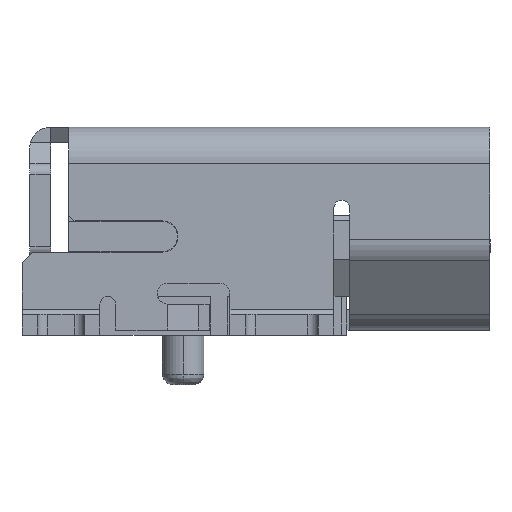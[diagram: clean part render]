
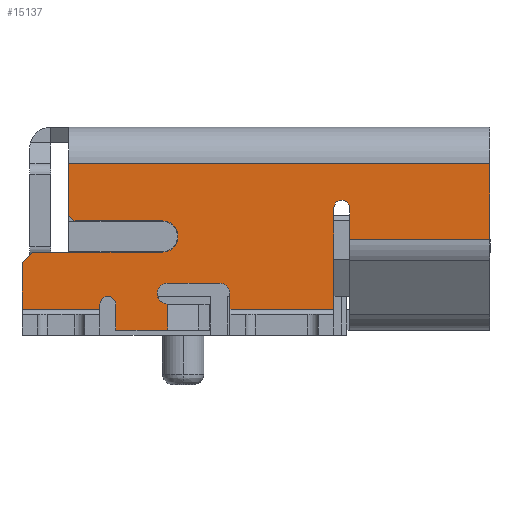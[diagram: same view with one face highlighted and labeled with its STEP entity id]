
A CAD part, left-side view. The second image highlights one B-rep face of the part: STEP entity #15137.
In plain terms, the highlighted planar face has unit normal (-1, 0, 0).
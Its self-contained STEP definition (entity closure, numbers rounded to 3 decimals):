
#1355=DIRECTION('',(0.,0.,-1.));
#1356=VECTOR('',#1355,1.);
#1357=CARTESIAN_POINT('',(-3.85,3.68,3.3));
#1358=LINE('',#1357,#1356);
#2064=DIRECTION('',(0.,1.,0.));
#2065=VECTOR('',#2064,8.1);
#2066=CARTESIAN_POINT('',(-3.85,-4.42,3.3));
#2067=LINE('',#2066,#2065);
#2071=DIRECTION('',(0.,0.707,0.707));
#2072=VECTOR('',#2071,0.141);
#2073=CARTESIAN_POINT('',(-3.85,3.58,2.2));
#2074=LINE('',#2073,#2072);
#2078=DIRECTION('',(0.,0.,-1.));
#2079=VECTOR('',#2078,1.457);
#2080=CARTESIAN_POINT('',(-3.85,-4.42,3.3));
#2081=LINE('',#2080,#2079);
#2085=CARTESIAN_POINT('',(-3.85,-1.57,2.45));
#2086=DIRECTION('',(-1.,0.,0.));
#2087=DIRECTION('',(0.,-1.,0.));
#2088=AXIS2_PLACEMENT_3D('',#2085,#2086,#2087);
#2093=DIRECTION('',(0.,0.,-1.));
#2094=VECTOR('',#2093,1.95);
#2095=CARTESIAN_POINT('',(-3.85,-1.42,2.45));
#2096=LINE('',#2095,#2094);
#2100=CARTESIAN_POINT('',(-3.85,0.78,0.8));
#2101=DIRECTION('',(-1.,0.,0.));
#2102=DIRECTION('',(0.,-1.,0.));
#2103=AXIS2_PLACEMENT_3D('',#2100,#2101,#2102);
#2108=DIRECTION('',(0.,1.,0.));
#2109=VECTOR('',#2108,1.);
#2110=CARTESIAN_POINT('',(-3.85,0.78,1.));
#2111=LINE('',#2110,#2109);
#2115=CARTESIAN_POINT('',(-3.85,1.78,0.8));
#2116=DIRECTION('',(-1.,0.,0.));
#2117=DIRECTION('',(0.,0.,1.));
#2118=AXIS2_PLACEMENT_3D('',#2115,#2116,#2117);
#2123=CARTESIAN_POINT('',(-3.85,1.78,0.8));
#2124=DIRECTION('',(-1.,0.,0.));
#2125=DIRECTION('',(0.,1.,0.));
#2126=AXIS2_PLACEMENT_3D('',#2123,#2124,#2125);
#2131=DIRECTION('',(0.,0.,-1.));
#2132=VECTOR('',#2131,0.5);
#2133=CARTESIAN_POINT('',(-3.85,1.78,0.6));
#2134=LINE('',#2133,#2132);
#2138=DIRECTION('',(0.,1.,0.));
#2139=VECTOR('',#2138,1.);
#2140=CARTESIAN_POINT('',(-3.85,1.78,0.1));
#2141=LINE('',#2140,#2139);
#2145=DIRECTION('',(0.,0.,1.));
#2146=VECTOR('',#2145,0.5);
#2147=CARTESIAN_POINT('',(-3.85,2.78,0.1));
#2148=LINE('',#2147,#2146);
#2152=CARTESIAN_POINT('',(-3.85,2.93,0.6));
#2153=DIRECTION('',(-1.,0.,0.));
#2154=DIRECTION('',(0.,-1.,0.));
#2155=AXIS2_PLACEMENT_3D('',#2152,#2153,#2154);
#2160=DIRECTION('',(0.,0.,-1.));
#2161=VECTOR('',#2160,0.1);
#2162=CARTESIAN_POINT('',(-3.85,3.08,0.6));
#2163=LINE('',#2162,#2161);
#2167=DIRECTION('',(0.,-0.707,0.707));
#2168=VECTOR('',#2167,0.283);
#2169=CARTESIAN_POINT('',(-3.85,4.58,1.4));
#2170=LINE('',#2169,#2168);
#2174=DIRECTION('',(0.,-1.,0.));
#2175=VECTOR('',#2174,2.5);
#2176=CARTESIAN_POINT('',(-3.85,4.38,1.6));
#2177=LINE('',#2176,#2175);
#2181=CARTESIAN_POINT('',(-3.85,1.88,1.9));
#2182=DIRECTION('',(-1.,0.,0.));
#2183=DIRECTION('',(0.,0.,-1.));
#2184=AXIS2_PLACEMENT_3D('',#2181,#2182,#2183);
#2189=CARTESIAN_POINT('',(-3.85,1.88,1.9));
#2190=DIRECTION('',(-1.,0.,0.));
#2191=DIRECTION('',(0.,-1.,0.));
#2192=AXIS2_PLACEMENT_3D('',#2189,#2190,#2191);
#2197=DIRECTION('',(0.,1.,0.));
#2198=VECTOR('',#2197,1.7);
#2199=CARTESIAN_POINT('',(-3.85,1.88,2.2));
#2200=LINE('',#2199,#2198);
#2452=DIRECTION('',(0.,0.,-1.));
#2453=VECTOR('',#2452,0.9);
#2454=CARTESIAN_POINT('',(-3.85,4.58,1.4));
#2455=LINE('',#2454,#2453);
#2495=DIRECTION('',(0.,-1.,0.));
#2496=VECTOR('',#2495,1.5);
#2497=CARTESIAN_POINT('',(-3.85,4.58,0.5));
#2498=LINE('',#2497,#2496);
#2785=DIRECTION('',(0.,0.,-1.));
#2786=VECTOR('',#2785,0.3);
#2787=CARTESIAN_POINT('',(-3.85,0.58,0.8));
#2788=LINE('',#2787,#2786);
#4227=DIRECTION('',(0.,0.,-1.));
#4228=VECTOR('',#4227,0.607);
#4229=CARTESIAN_POINT('',(-3.85,-1.72,2.45));
#4230=LINE('',#4229,#4228);
#4299=DIRECTION('',(0.,-1.,0.));
#4300=VECTOR('',#4299,2.7);
#4301=CARTESIAN_POINT('',(-3.85,-1.72,1.843));
#4302=LINE('',#4301,#4300);
#11591=DIRECTION('',(0.,-1.,0.));
#11592=VECTOR('',#11591,2.);
#11593=CARTESIAN_POINT('',(-3.85,0.58,0.5));
#11594=LINE('',#11593,#11592);
#11769=CARTESIAN_POINT('',(-3.85,-4.42,1.843));
#11770=VERTEX_POINT('',#11769);
#11771=CARTESIAN_POINT('',(-3.85,-4.42,3.3));
#11772=VERTEX_POINT('',#11771);
#12769=CARTESIAN_POINT('',(-3.85,3.68,3.3));
#12770=VERTEX_POINT('',#12769);
#12771=CARTESIAN_POINT('',(-3.85,3.68,2.3));
#12772=VERTEX_POINT('',#12771);
#13079=CARTESIAN_POINT('',(-3.85,-1.42,0.5));
#13080=VERTEX_POINT('',#13079);
#13081=CARTESIAN_POINT('',(-3.85,-1.42,2.45));
#13082=VERTEX_POINT('',#13081);
#13462=CARTESIAN_POINT('',(-3.85,2.78,0.1));
#13463=VERTEX_POINT('',#13462);
#13464=CARTESIAN_POINT('',(-3.85,1.78,0.1));
#13465=VERTEX_POINT('',#13464);
#13488=CARTESIAN_POINT('',(-3.85,1.78,0.6));
#13489=VERTEX_POINT('',#13488);
#13496=CARTESIAN_POINT('',(-3.85,3.58,2.2));
#13497=VERTEX_POINT('',#13496);
#13498=CARTESIAN_POINT('',(-3.85,-1.72,1.843));
#13499=VERTEX_POINT('',#13498);
#13500=CARTESIAN_POINT('',(-3.85,-1.72,2.45));
#13501=VERTEX_POINT('',#13500);
#13502=CARTESIAN_POINT('',(-3.85,0.58,0.5));
#13503=VERTEX_POINT('',#13502);
#13504=CARTESIAN_POINT('',(-3.85,0.58,0.8));
#13505=VERTEX_POINT('',#13504);
#13506=CARTESIAN_POINT('',(-3.85,0.78,1.));
#13507=VERTEX_POINT('',#13506);
#13508=CARTESIAN_POINT('',(-3.85,1.78,1.));
#13509=VERTEX_POINT('',#13508);
#13510=CARTESIAN_POINT('',(-3.85,1.98,0.8));
#13511=VERTEX_POINT('',#13510);
#13512=CARTESIAN_POINT('',(-3.85,2.78,0.6));
#13513=VERTEX_POINT('',#13512);
#13514=CARTESIAN_POINT('',(-3.85,3.08,0.6));
#13515=VERTEX_POINT('',#13514);
#13516=CARTESIAN_POINT('',(-3.85,3.08,0.5));
#13517=VERTEX_POINT('',#13516);
#13518=CARTESIAN_POINT('',(-3.85,4.58,0.5));
#13519=VERTEX_POINT('',#13518);
#13520=CARTESIAN_POINT('',(-3.85,4.58,1.4));
#13521=VERTEX_POINT('',#13520);
#13522=CARTESIAN_POINT('',(-3.85,4.38,1.6));
#13523=VERTEX_POINT('',#13522);
#13524=CARTESIAN_POINT('',(-3.85,1.88,1.6));
#13525=VERTEX_POINT('',#13524);
#13526=CARTESIAN_POINT('',(-3.85,1.58,1.9));
#13527=CARTESIAN_POINT('',(-3.85,1.88,2.2));
#13528=VERTEX_POINT('',#13526);
#13529=VERTEX_POINT('',#13527);
#15081=CARTESIAN_POINT('',(-3.85,-4.42,1.843));
#15082=DIRECTION('',(-1.,0.,0.));
#15083=DIRECTION('',(0.,0.,1.));
#15084=AXIS2_PLACEMENT_3D('',#15081,#15082,#15083);
#15085=PLANE('',#15084);
#15087=ORIENTED_EDGE('',*,*,#15086,.T.);
#15088=ORIENTED_EDGE('',*,*,#14602,.F.);
#15089=ORIENTED_EDGE('',*,*,#15076,.F.);
#15090=ORIENTED_EDGE('',*,*,#13830,.T.);
#15092=ORIENTED_EDGE('',*,*,#15091,.F.);
#15094=ORIENTED_EDGE('',*,*,#15093,.F.);
#15096=ORIENTED_EDGE('',*,*,#15095,.T.);
#15098=ORIENTED_EDGE('',*,*,#15097,.T.);
#15100=ORIENTED_EDGE('',*,*,#15099,.F.);
#15102=ORIENTED_EDGE('',*,*,#15101,.F.);
#15104=ORIENTED_EDGE('',*,*,#15103,.T.);
#15106=ORIENTED_EDGE('',*,*,#15105,.T.);
#15108=ORIENTED_EDGE('',*,*,#15107,.T.);
#15110=ORIENTED_EDGE('',*,*,#15109,.T.);
#15112=ORIENTED_EDGE('',*,*,#15111,.T.);
#15114=ORIENTED_EDGE('',*,*,#15113,.T.);
#15116=ORIENTED_EDGE('',*,*,#15115,.T.);
#15118=ORIENTED_EDGE('',*,*,#15117,.T.);
#15120=ORIENTED_EDGE('',*,*,#15119,.T.);
#15122=ORIENTED_EDGE('',*,*,#15121,.F.);
#15124=ORIENTED_EDGE('',*,*,#15123,.F.);
#15126=ORIENTED_EDGE('',*,*,#15125,.T.);
#15128=ORIENTED_EDGE('',*,*,#15127,.T.);
#15130=ORIENTED_EDGE('',*,*,#15129,.T.);
#15132=ORIENTED_EDGE('',*,*,#15131,.T.);
#15134=ORIENTED_EDGE('',*,*,#15133,.T.);
#15135=EDGE_LOOP('',(#15087,#15088,#15089,#15090,#15092,#15094,#15096,#15098,
#15100,#15102,#15104,#15106,#15108,#15110,#15112,#15114,#15116,#15118,#15120,
#15122,#15124,#15126,#15128,#15130,#15132,#15134));
#15136=FACE_OUTER_BOUND('',#15135,.F.);
#15137=ADVANCED_FACE('',(#15136),#15085,.T.);
#2089=CIRCLE('',#2088,0.15);
#2104=CIRCLE('',#2103,0.2);
#2119=CIRCLE('',#2118,0.2);
#2127=CIRCLE('',#2126,0.2);
#2156=CIRCLE('',#2155,0.15);
#2185=CIRCLE('',#2184,0.3);
#2193=CIRCLE('',#2192,0.3);
#13830=EDGE_CURVE('',#11772,#11770,#2081,.T.);
#14602=EDGE_CURVE('',#12770,#12772,#1358,.T.);
#15076=EDGE_CURVE('',#11772,#12770,#2067,.T.);
#15086=EDGE_CURVE('',#13497,#12772,#2074,.T.);
#15091=EDGE_CURVE('',#13499,#11770,#4302,.T.);
#15093=EDGE_CURVE('',#13501,#13499,#4230,.T.);
#15095=EDGE_CURVE('',#13501,#13082,#2089,.T.);
#15097=EDGE_CURVE('',#13082,#13080,#2096,.T.);
#15099=EDGE_CURVE('',#13503,#13080,#11594,.T.);
#15101=EDGE_CURVE('',#13505,#13503,#2788,.T.);
#15103=EDGE_CURVE('',#13505,#13507,#2104,.T.);
#15105=EDGE_CURVE('',#13507,#13509,#2111,.T.);
#15107=EDGE_CURVE('',#13509,#13511,#2119,.T.);
#15109=EDGE_CURVE('',#13511,#13489,#2127,.T.);
#15111=EDGE_CURVE('',#13489,#13465,#2134,.T.);
#15113=EDGE_CURVE('',#13465,#13463,#2141,.T.);
#15115=EDGE_CURVE('',#13463,#13513,#2148,.T.);
#15117=EDGE_CURVE('',#13513,#13515,#2156,.T.);
#15119=EDGE_CURVE('',#13515,#13517,#2163,.T.);
#15121=EDGE_CURVE('',#13519,#13517,#2498,.T.);
#15123=EDGE_CURVE('',#13521,#13519,#2455,.T.);
#15125=EDGE_CURVE('',#13521,#13523,#2170,.T.);
#15127=EDGE_CURVE('',#13523,#13525,#2177,.T.);
#15129=EDGE_CURVE('',#13525,#13528,#2185,.T.);
#15131=EDGE_CURVE('',#13528,#13529,#2193,.T.);
#15133=EDGE_CURVE('',#13529,#13497,#2200,.T.);
